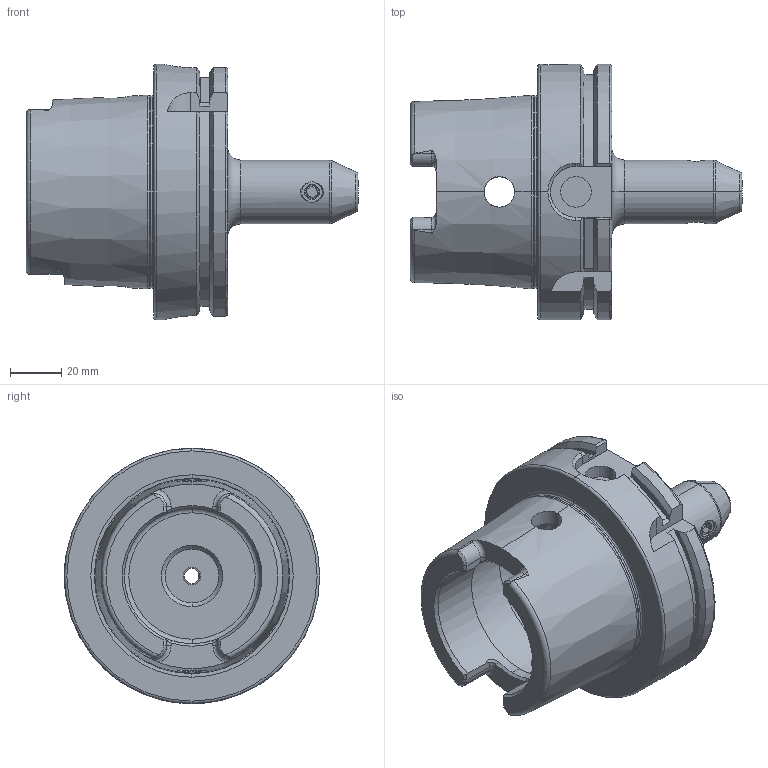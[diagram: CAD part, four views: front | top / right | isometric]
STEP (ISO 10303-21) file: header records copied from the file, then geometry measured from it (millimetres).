
FILE_DESCRIPTION (( 'STEP AP203' ), '1' );
FILE_NAME ('91100A-WE8 06080.STEP', '2015-09-05T11:45:40', ( '' ), ( '' ), 'SwSTEP 2.0', 'SolidWorks 2009', '' );
FILE_SCHEMA (( 'CONFIG_CONTROL_DESIGN' ));
Length unit declared in the file: millimetre
Products named in the file (3): HSKA100 EM 06 080 WW; 91100A-WE8 06080; M6X10._DIN 913 - M8 x 8-N
Assembly tree (2 placements, depth 2):
  91100A-WE8 06080
    M6X10._DIN 913 - M8 x 8-N
    HSKA100 EM 06 080 WW
Bounding box: 130 x 100 x 100 mm (x, y, z)
Volume: 275918.2 mm3; surface area: 54717.5 mm2
Topology: 2 solids, 2 shells, 200 faces, 490 edges, 299 vertices
Faces by surface type: plane 62, cylinder 56, cone 37, torus 33, bspline 10, sphere 2
Entity records: 7618 total; most frequent: CARTESIAN_POINT 2753, ORIENTED_EDGE 976, DIRECTION 936, EDGE_CURVE 488, AXIS2_PLACEMENT_3D 381, VERTEX_POINT 299, EDGE_LOOP 215, ADVANCED_FACE 200
